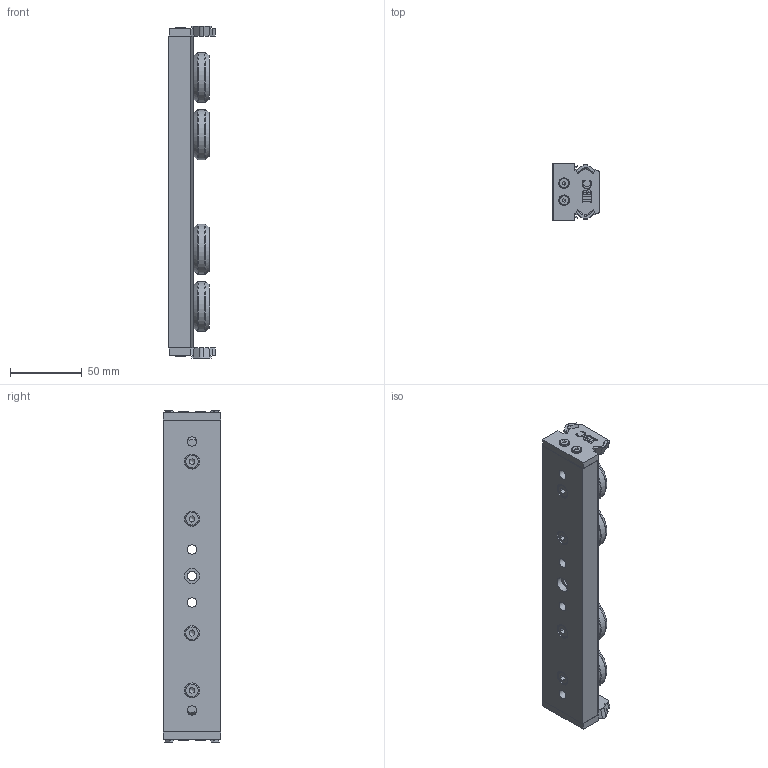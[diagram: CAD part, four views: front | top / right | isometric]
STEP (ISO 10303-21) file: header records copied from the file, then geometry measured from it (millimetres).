
FILE_DESCRIPTION((''),'2;1');
FILE_NAME('CU 43-22.A.2RS.AXS.stp','2011-03-07T10:35:25',('MKoza'),(''),'Autodesk Inventor 2009','Autodesk Inventor 2009','');
FILE_SCHEMA(('AUTOMOTIVE_DESIGN { 1 0 10303 214 1 1 1 1 }'));
Length unit declared in the file: millimetre
Products named in the file (7): CU 43-.2RS.AXS; LL.CU 43; CBRS(E) 35-43.2RS; DIN 7984 M6 x 18; Abstreiferlippe; ABS X43; DIN 7984 M4 x 8
Assembly tree (17 placements, depth 2):
  CU 43-.2RS.AXS
    LL.CU 43
    CBRS(E) 35-43.2RS  x4
    DIN 7984 M6 x 18  x4
    Abstreiferlippe  x2
    ABS X43  x2
    DIN 7984 M4 x 8  x4
Bounding box: 32.7 x 40 x 232 mm (x, y, z)
Volume: 180163.2 mm3; surface area: 64202.2 mm2
Topology: 17 solids, 17 shells, 497 faces, 1206 edges, 787 vertices
Faces by surface type: plane 252, bspline 145, cylinder 48, cone 28, torus 24
Full cylindrical faces by diameter (mm): 4 x4, 6 x4, 7 x4, 10 x8, 12 x4, 35 x4
Entity records: 7306 total; most frequent: CARTESIAN_POINT 2424, ORIENTED_EDGE 952, DIRECTION 806, EDGE_CURVE 476, VERTEX_POINT 346, EDGE_LOOP 320, VECTOR 282, LINE 282
